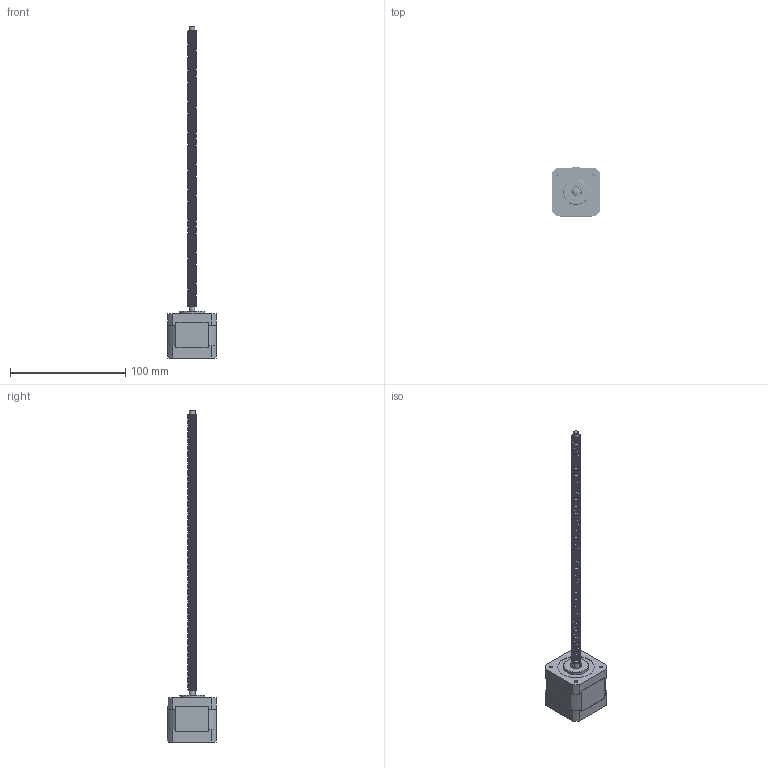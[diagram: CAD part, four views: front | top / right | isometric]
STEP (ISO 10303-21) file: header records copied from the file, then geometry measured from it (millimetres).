
FILE_DESCRIPTION(/* description */ (''),/* implementation_level */ '2;1');
FILE_NAME(/* name */ 'NEMA17 Leadscrew 250_v2.step',/* time_stamp */ '2023-05-23T22:40:12-06:00',/* author */ (''),/* organization */ (''),/* preprocessor_version */ 'ST-DEVELOPER v19.2',/* originating_system */ 'Autodesk Translation Framework v12.4.0.73',/* authorisation */ '');
FILE_SCHEMA (('AUTOMOTIVE_DESIGN { 1 0 10303 214 3 1 1 }'));
Products named in the file (1): NEMA17 Leadscrew 250
Bounding box: 42.2 x 42.61 x 288.6 mm (x, y, z)
Volume: 73586.5 mm3; surface area: 25506.6 mm2
Topology: 2 solids, 3 shells, 1075 faces, 3184 edges, 2112 vertices
Faces by surface type: cylinder 640, plane 395, cone 34, torus 4, bspline 2
Full cylindrical faces by diameter (mm): 2.464 x4, 2.5 x8, 2.997 x4, 3.4 x4, 5 x2, 5.001 x2, 6.06 x79, 7.81 x1, 7.811 x3, 7.823 x4, 7.925 x113, 8.141 x4, 8.242 x1, 9 x2, 12 x2, 12.103 x2, 13.208 x2, 22 x1, 32 x1
Entity records: 54834 total; most frequent: CARTESIAN_POINT 25857, ORIENTED_EDGE 6368, DIRECTION 5574, EDGE_CURVE 3184, VERTEX_POINT 2112, AXIS2_PLACEMENT_3D 1980, LINE 1614, VECTOR 1614
